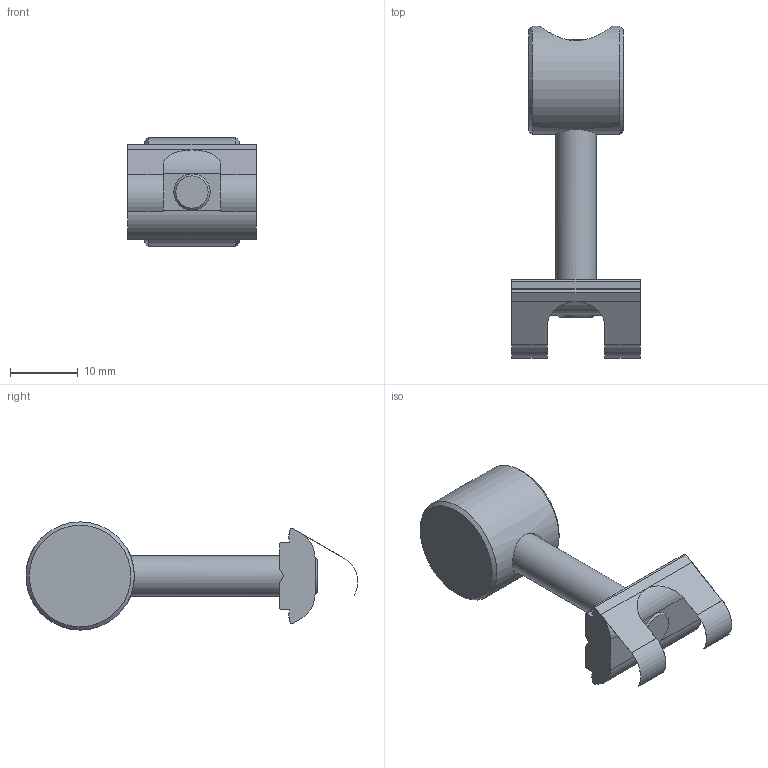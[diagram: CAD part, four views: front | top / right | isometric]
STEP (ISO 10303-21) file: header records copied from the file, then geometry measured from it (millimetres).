
FILE_DESCRIPTION(/* description */ ('Śruba z wałkiem D=16 M6x35 40-10'),/* implementation_level */ '2;1');
FILE_NAME(/* name */ '311420.10.stp',/* time_stamp */ '2022-10-07T07:33:10+02:00',/* author */ ('aluteckkpl_am'),/* organization */ (''),/* preprocessor_version */ 'ST-DEVELOPER v18.1',/* originating_system */ 'Autodesk Inventor 2021',/* authorisation */ '');
FILE_SCHEMA (('CONFIG_CONTROL_DESIGN'));
Length unit declared in the file: millimetre
Products named in the file (1): 311420.10
Bounding box: 19 x 49.05 x 16 mm (x, y, z)
Volume: 4166.5 mm3; surface area: 3453.6 mm2
Topology: 1 solids, 2 shells, 82 faces, 242 edges, 171 vertices
Faces by surface type: plane 50, cylinder 26, cone 4, torus 2
Full cylindrical faces by diameter (mm): 6 x1, 6.5 x1, 10 x1, 11 x1, 16 x1
Entity records: 2958 total; most frequent: CARTESIAN_POINT 613, ORIENTED_EDGE 462, DIRECTION 452, EDGE_CURVE 237, VERTEX_POINT 163, LINE 152, VECTOR 152, AXIS2_PLACEMENT_3D 150
